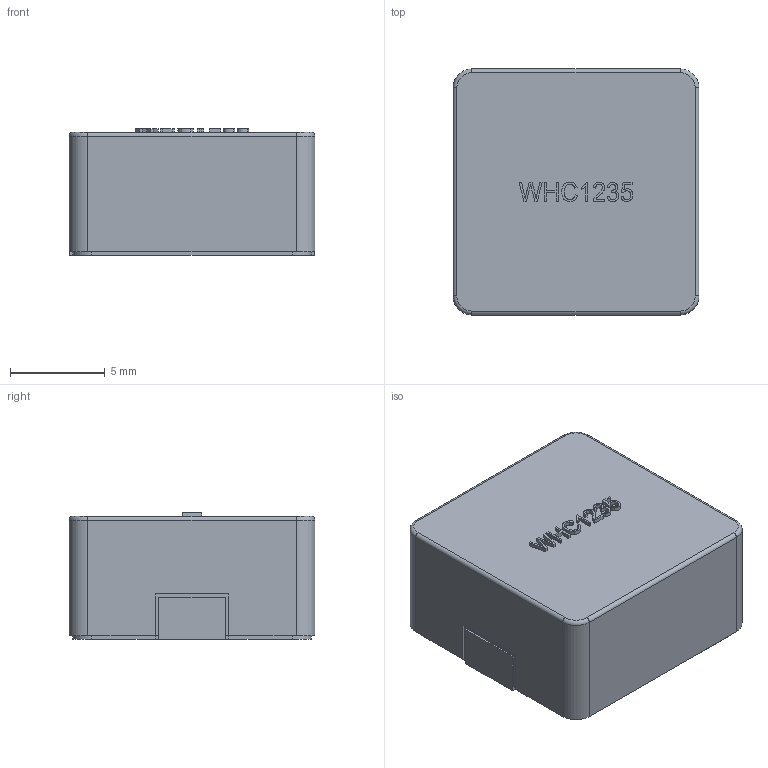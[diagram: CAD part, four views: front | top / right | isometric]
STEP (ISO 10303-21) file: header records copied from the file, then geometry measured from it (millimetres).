
FILE_DESCRIPTION(/* description */ (''),/* implementation_level */ '2;1');
FILE_NAME(/* name */ '3.stp',/* time_stamp */ '2018-02-01T14:33:07+08:00',/* author */ (''),/* organization */ (''),/* preprocessor_version */ 'ST-DEVELOPER v16',/* originating_system */ 'SIEMENS PLM Software NX 10.0',/* authorisation */ '');
FILE_SCHEMA (('AUTOMOTIVE_DESIGN { 1 0 10303 214 3 1 1 1 }'));
Length unit declared in the file: millimetre
Products named in the file (1): wy13D48246gjle
Bounding box: 13 x 13 x 6.7 mm (x, y, z)
Volume: 1090.1 mm3; surface area: 736.9 mm2
Topology: 3 solids, 3 shells, 159 faces, 427 edges, 282 vertices
Faces by surface type: plane 95, extrusion 48, cylinder 12, torus 4
Entity records: 5516 total; most frequent: CARTESIAN_POINT 1829, ORIENTED_EDGE 854, DIRECTION 541, EDGE_CURVE 427, VERTEX_POINT 282, VECTOR 261, B_SPLINE_CURVE_WITH_KNOTS 234, LINE 213
